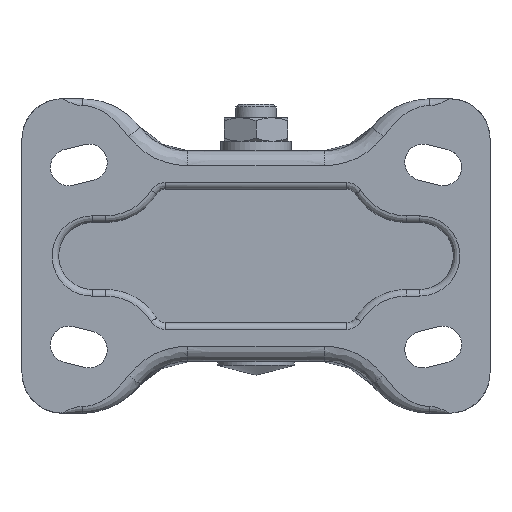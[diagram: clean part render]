
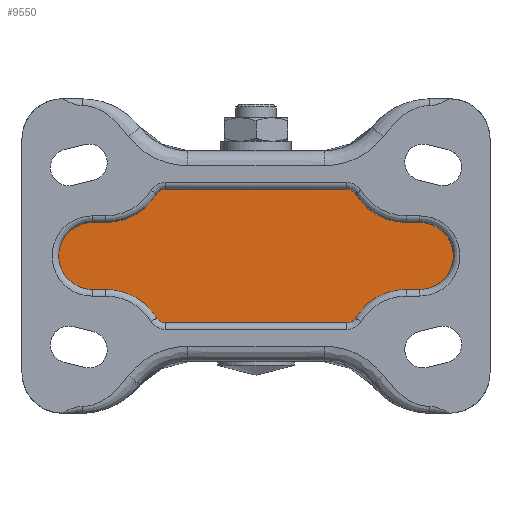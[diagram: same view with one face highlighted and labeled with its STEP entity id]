
A CAD part, top view. The second image highlights one B-rep face of the part: STEP entity #9550.
In plain terms, the highlighted free-form (B-spline) face has degree [1, 1] with [2, 2] control points.
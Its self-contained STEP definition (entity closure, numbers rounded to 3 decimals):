
#8578=CARTESIAN_POINT('',(-29.667,-18.571,103.5));
#8579=VERTEX_POINT('',#8578);
#8610=CARTESIAN_POINT('',(-27.111,-20.0,103.5));
#8611=VERTEX_POINT('',#8610);
#8625=CARTESIAN_POINT('',(-29.667,-18.571,103.5));
#8626=CARTESIAN_POINT('',(-28.789,-20.,103.5));
#8627=CARTESIAN_POINT('',(-27.111,-20.0,103.5));
#8635=(BOUNDED_CURVE()B_SPLINE_CURVE(2,(#8625,#8626,#8627),.UNSPECIFIED.,.F.,.U.)CURVE()GEOMETRIC_REPRESENTATION_ITEM()QUASI_UNIFORM_CURVE()RATIONAL_B_SPLINE_CURVE((1.0,0.873,1.0))REPRESENTATION_ITEM(''));
#8636=EDGE_CURVE('',#8579,#8611,#8635,.T.);
#8657=CARTESIAN_POINT('',(27.111,-20.0,103.5));
#8658=VERTEX_POINT('',#8657);
#8672=CARTESIAN_POINT('',(27.111,-20.0,103.5));
#8673=CARTESIAN_POINT('',(-27.111,-20.0,103.5));
#8674=QUASI_UNIFORM_CURVE('',1,(#8672,#8673),.UNSPECIFIED.,.F.,.U.);
#8675=EDGE_CURVE('',#8658,#8611,#8674,.T.);
#8703=CARTESIAN_POINT('',(-45.0,-10.0,103.5));
#8704=VERTEX_POINT('',#8703);
#8734=CARTESIAN_POINT('',(-29.667,-18.571,103.5));
#8735=CARTESIAN_POINT('',(-34.938,-10.,103.5));
#8736=CARTESIAN_POINT('',(-45.0,-10.0,103.5));
#8744=(BOUNDED_CURVE()B_SPLINE_CURVE(2,(#8734,#8735,#8736),.UNSPECIFIED.,.F.,.U.)CURVE()GEOMETRIC_REPRESENTATION_ITEM()QUASI_UNIFORM_CURVE()RATIONAL_B_SPLINE_CURVE((1.0,0.873,1.0))REPRESENTATION_ITEM(''));
#8745=EDGE_CURVE('',#8579,#8704,#8744,.T.);
#8769=CARTESIAN_POINT('',(29.667,-18.571,103.5));
#8770=VERTEX_POINT('',#8769);
#8784=CARTESIAN_POINT('',(27.111,-20.0,103.5));
#8785=CARTESIAN_POINT('',(28.789,-20.,103.5));
#8786=CARTESIAN_POINT('',(29.667,-18.571,103.5));
#8794=(BOUNDED_CURVE()B_SPLINE_CURVE(2,(#8784,#8785,#8786),.UNSPECIFIED.,.F.,.U.)CURVE()GEOMETRIC_REPRESENTATION_ITEM()QUASI_UNIFORM_CURVE()RATIONAL_B_SPLINE_CURVE((1.0,0.873,1.0))REPRESENTATION_ITEM(''));
#8795=EDGE_CURVE('',#8658,#8770,#8794,.T.);
#8828=CARTESIAN_POINT('',(-49.0,-10.0,103.5));
#8829=VERTEX_POINT('',#8828);
#8851=CARTESIAN_POINT('',(-45.0,-10.0,103.5));
#8852=CARTESIAN_POINT('',(-49.0,-10.0,103.5));
#8853=QUASI_UNIFORM_CURVE('',1,(#8851,#8852),.UNSPECIFIED.,.F.,.U.);
#8854=EDGE_CURVE('',#8704,#8829,#8853,.T.);
#8878=CARTESIAN_POINT('',(45.,-10.0,103.5));
#8879=VERTEX_POINT('',#8878);
#8893=CARTESIAN_POINT('',(45.,-10.0,103.5));
#8894=CARTESIAN_POINT('',(34.938,-10.,103.5));
#8895=CARTESIAN_POINT('',(29.667,-18.571,103.5));
#8903=(BOUNDED_CURVE()B_SPLINE_CURVE(2,(#8893,#8894,#8895),.UNSPECIFIED.,.F.,.U.)CURVE()GEOMETRIC_REPRESENTATION_ITEM()QUASI_UNIFORM_CURVE()RATIONAL_B_SPLINE_CURVE((1.0,0.873,1.0))REPRESENTATION_ITEM(''));
#8904=EDGE_CURVE('',#8879,#8770,#8903,.T.);
#8946=CARTESIAN_POINT('',(-49.,10.,103.5));
#8947=VERTEX_POINT('',#8946);
#8981=CARTESIAN_POINT('',(-49.,10.,103.5));
#8982=CARTESIAN_POINT('',(-54.774,10.,103.5));
#8983=CARTESIAN_POINT('',(-57.66,5.,103.5));
#8984=CARTESIAN_POINT('',(-60.547,0.,103.5));
#8985=CARTESIAN_POINT('',(-57.66,-5.,103.5));
#8986=CARTESIAN_POINT('',(-54.774,-10.0,103.5));
#8987=CARTESIAN_POINT('',(-49.0,-10.0,103.5));
#8995=(BOUNDED_CURVE()B_SPLINE_CURVE(2,(#8981,#8982,#8983,#8984,#8985,#8986,#8987),.UNSPECIFIED.,.F.,.U.)B_SPLINE_CURVE_WITH_KNOTS((3,2,2,3),(0.0,0.333,0.667,1.0),.UNSPECIFIED.)CURVE()GEOMETRIC_REPRESENTATION_ITEM()RATIONAL_B_SPLINE_CURVE((1.0,0.866,1.0,0.866,1.0,0.866,1.0))REPRESENTATION_ITEM(''));
#8996=EDGE_CURVE('',#8947,#8829,#8995,.T.);
#9017=CARTESIAN_POINT('',(49.,-10.,103.5));
#9018=VERTEX_POINT('',#9017);
#9032=CARTESIAN_POINT('',(49.,-10.,103.5));
#9033=CARTESIAN_POINT('',(45.,-10.0,103.5));
#9034=QUASI_UNIFORM_CURVE('',1,(#9032,#9033),.UNSPECIFIED.,.F.,.U.);
#9035=EDGE_CURVE('',#9018,#8879,#9034,.T.);
#9060=CARTESIAN_POINT('',(-45.0,10.,103.5));
#9061=VERTEX_POINT('',#9060);
#9083=CARTESIAN_POINT('',(-49.,10.,103.5));
#9084=CARTESIAN_POINT('',(-45.0,10.,103.5));
#9085=QUASI_UNIFORM_CURVE('',1,(#9083,#9084),.UNSPECIFIED.,.F.,.U.);
#9086=EDGE_CURVE('',#8947,#9061,#9085,.T.);
#9116=CARTESIAN_POINT('',(49.,10.,103.5));
#9117=VERTEX_POINT('',#9116);
#9131=CARTESIAN_POINT('',(49.,-10.,103.5));
#9132=CARTESIAN_POINT('',(54.773,-10.,103.5));
#9133=CARTESIAN_POINT('',(57.66,-5.,103.5));
#9134=CARTESIAN_POINT('',(60.547,0.,103.5));
#9135=CARTESIAN_POINT('',(57.66,5.,103.5));
#9136=CARTESIAN_POINT('',(54.774,10.0,103.5));
#9137=CARTESIAN_POINT('',(49.,10.0,103.5));
#9145=(BOUNDED_CURVE()B_SPLINE_CURVE(2,(#9131,#9132,#9133,#9134,#9135,#9136,#9137),.UNSPECIFIED.,.F.,.U.)B_SPLINE_CURVE_WITH_KNOTS((3,2,2,3),(0.0,0.333,0.667,1.0),.UNSPECIFIED.)CURVE()GEOMETRIC_REPRESENTATION_ITEM()RATIONAL_B_SPLINE_CURVE((1.0,0.866,1.0,0.866,1.0,0.866,1.0))REPRESENTATION_ITEM(''));
#9146=EDGE_CURVE('',#9018,#9117,#9145,.T.);
#9186=CARTESIAN_POINT('',(-29.667,18.571,103.5));
#9187=VERTEX_POINT('',#9186);
#9219=CARTESIAN_POINT('',(-45.0,10.0,103.5));
#9220=CARTESIAN_POINT('',(-34.938,10.,103.5));
#9221=CARTESIAN_POINT('',(-29.667,18.571,103.5));
#9229=(BOUNDED_CURVE()B_SPLINE_CURVE(2,(#9219,#9220,#9221),.UNSPECIFIED.,.F.,.U.)CURVE()GEOMETRIC_REPRESENTATION_ITEM()QUASI_UNIFORM_CURVE()RATIONAL_B_SPLINE_CURVE((1.0,0.873,1.0))REPRESENTATION_ITEM(''));
#9230=EDGE_CURVE('',#9061,#9187,#9229,.T.);
#9251=CARTESIAN_POINT('',(45.,10.,103.5));
#9252=VERTEX_POINT('',#9251);
#9266=CARTESIAN_POINT('',(45.,10.,103.5));
#9267=CARTESIAN_POINT('',(49.,10.,103.5));
#9268=QUASI_UNIFORM_CURVE('',1,(#9266,#9267),.UNSPECIFIED.,.F.,.U.);
#9269=EDGE_CURVE('',#9252,#9117,#9268,.T.);
#9297=CARTESIAN_POINT('',(-27.111,20.0,103.5));
#9298=VERTEX_POINT('',#9297);
#9328=CARTESIAN_POINT('',(-27.111,20.0,103.5));
#9329=CARTESIAN_POINT('',(-28.789,20.,103.5));
#9330=CARTESIAN_POINT('',(-29.667,18.571,103.5));
#9338=(BOUNDED_CURVE()B_SPLINE_CURVE(2,(#9328,#9329,#9330),.UNSPECIFIED.,.F.,.U.)CURVE()GEOMETRIC_REPRESENTATION_ITEM()QUASI_UNIFORM_CURVE()RATIONAL_B_SPLINE_CURVE((1.0,0.873,1.0))REPRESENTATION_ITEM(''));
#9339=EDGE_CURVE('',#9298,#9187,#9338,.T.);
#9363=CARTESIAN_POINT('',(29.667,18.571,103.5));
#9364=VERTEX_POINT('',#9363);
#9378=CARTESIAN_POINT('',(29.667,18.571,103.5));
#9379=CARTESIAN_POINT('',(34.938,10.,103.5));
#9380=CARTESIAN_POINT('',(45.,10.,103.5));
#9388=(BOUNDED_CURVE()B_SPLINE_CURVE(2,(#9378,#9379,#9380),.UNSPECIFIED.,.F.,.U.)CURVE()GEOMETRIC_REPRESENTATION_ITEM()QUASI_UNIFORM_CURVE()RATIONAL_B_SPLINE_CURVE((1.0,0.873,1.0))REPRESENTATION_ITEM(''));
#9389=EDGE_CURVE('',#9364,#9252,#9388,.T.);
#9422=CARTESIAN_POINT('',(27.111,20.0,103.5));
#9423=VERTEX_POINT('',#9422);
#9447=CARTESIAN_POINT('',(-27.111,20.0,103.5));
#9448=CARTESIAN_POINT('',(27.111,20.0,103.5));
#9449=QUASI_UNIFORM_CURVE('',1,(#9447,#9448),.UNSPECIFIED.,.F.,.U.);
#9450=EDGE_CURVE('',#9298,#9423,#9449,.T.);
#9487=CARTESIAN_POINT('',(29.667,18.571,103.5));
#9488=CARTESIAN_POINT('',(28.789,20.,103.5));
#9489=CARTESIAN_POINT('',(27.111,20.,103.5));
#9497=(BOUNDED_CURVE()B_SPLINE_CURVE(2,(#9487,#9488,#9489),.UNSPECIFIED.,.F.,.U.)CURVE()GEOMETRIC_REPRESENTATION_ITEM()QUASI_UNIFORM_CURVE()RATIONAL_B_SPLINE_CURVE((1.0,0.873,1.0))REPRESENTATION_ITEM(''));
#9498=EDGE_CURVE('',#9364,#9423,#9497,.T.);
#9527=CARTESIAN_POINT('',(-64.894,21.998,103.5));
#9528=CARTESIAN_POINT('',(64.894,21.998,103.5));
#9529=CARTESIAN_POINT('',(-64.894,-21.998,103.5));
#9530=CARTESIAN_POINT('',(64.894,-21.998,103.5));
#9531=B_SPLINE_SURFACE_WITH_KNOTS('',1,1,((#9527,#9529),(#9528,#9530)),.UNSPECIFIED.,.F.,.F.,.U.,(2,2),(2,2),(0.0,129.788),(0.0,43.996),.UNSPECIFIED.);
#9532=ORIENTED_EDGE('',*,*,#9450,.F.);
#9533=ORIENTED_EDGE('',*,*,#9339,.T.);
#9534=ORIENTED_EDGE('',*,*,#9230,.F.);
#9535=ORIENTED_EDGE('',*,*,#9086,.F.);
#9536=ORIENTED_EDGE('',*,*,#8996,.T.);
#9537=ORIENTED_EDGE('',*,*,#8854,.F.);
#9538=ORIENTED_EDGE('',*,*,#8745,.F.);
#9539=ORIENTED_EDGE('',*,*,#8636,.T.);
#9540=ORIENTED_EDGE('',*,*,#8675,.F.);
#9541=ORIENTED_EDGE('',*,*,#8795,.T.);
#9542=ORIENTED_EDGE('',*,*,#8904,.F.);
#9543=ORIENTED_EDGE('',*,*,#9035,.F.);
#9544=ORIENTED_EDGE('',*,*,#9146,.T.);
#9545=ORIENTED_EDGE('',*,*,#9269,.F.);
#9546=ORIENTED_EDGE('',*,*,#9389,.F.);
#9547=ORIENTED_EDGE('',*,*,#9498,.T.);
#9548=EDGE_LOOP('',(#9532,#9533,#9534,#9535,#9536,#9537,#9538,#9539,#9540,#9541,#9542,#9543,#9544,#9545,#9546,#9547));
#9549=FACE_OUTER_BOUND('',#9548,.T.);
#9550=ADVANCED_FACE('',(#9549),#9531,.F.);
